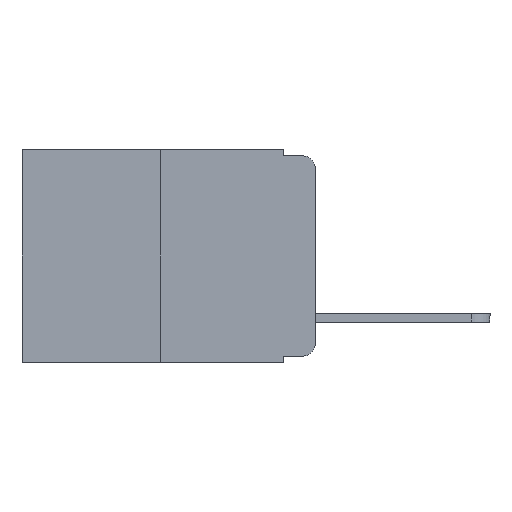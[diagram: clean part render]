
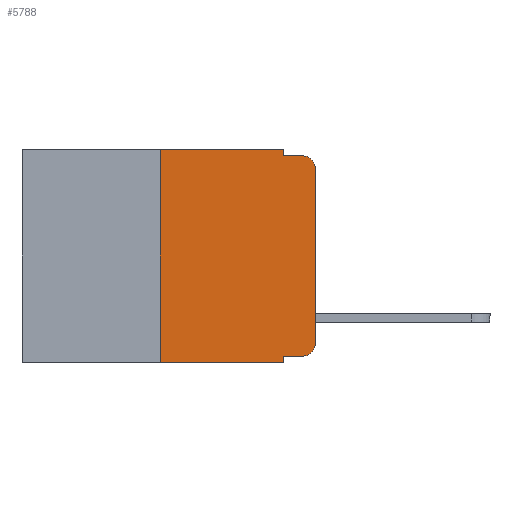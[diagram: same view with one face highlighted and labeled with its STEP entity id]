
A CAD part, left-side view. The second image highlights one B-rep face of the part: STEP entity #5788.
In plain terms, the highlighted planar face has unit normal (-1, 0, 0).
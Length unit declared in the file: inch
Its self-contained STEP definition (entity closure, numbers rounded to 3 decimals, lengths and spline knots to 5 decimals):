
#46 = VERTEX_POINT ( 'NONE', #7072 ) ;
#47 = VECTOR ( 'NONE', #10204, 39.37008 ) ;
#88 = VERTEX_POINT ( 'NONE', #5891 ) ;
#260 = CARTESIAN_POINT ( 'NONE',  ( 0., 0.051, 0. ) ) ;
#322 = LINE ( 'NONE', #9057, #47 ) ;
#337 = ORIENTED_EDGE ( 'NONE', *, *, #4613, .T. ) ;
#455 = DIRECTION ( 'NONE',  ( 0., 0., 1. ) ) ;
#464 = CARTESIAN_POINT ( 'NONE',  ( 0., 0.02, -0.333 ) ) ;
#778 = VERTEX_POINT ( 'NONE', #1624 ) ;
#806 = DIRECTION ( 'NONE',  ( 0., -1., 0. ) ) ;
#855 = EDGE_CURVE ( 'NONE', #6327, #10469, #322, .T. ) ;
#945 = CARTESIAN_POINT ( 'NONE',  ( 0., 0.02, -0.313 ) ) ;
#995 = EDGE_CURVE ( 'NONE', #778, #3124, #3164, .T. ) ;
#1000 = ORIENTED_EDGE ( 'NONE', *, *, #2149, .F. ) ;
#1031 = CARTESIAN_POINT ( 'NONE',  ( 0., 0.051, -0.01 ) ) ;
#1098 = VERTEX_POINT ( 'NONE', #4414 ) ;
#1187 = LINE ( 'NONE', #6806, #7556 ) ;
#1240 = FACE_OUTER_BOUND ( 'NONE', #7149, .T. ) ;
#1418 = CARTESIAN_POINT ( 'NONE',  ( 0., 0.473, 0. ) ) ;
#1439 = ORIENTED_EDGE ( 'NONE', *, *, #995, .T. ) ;
#1442 = EDGE_CURVE ( 'NONE', #778, #88, #9917, .T. ) ;
#1519 = CARTESIAN_POINT ( 'NONE',  ( 0., 0.25, 0. ) ) ;
#1624 = CARTESIAN_POINT ( 'NONE',  ( 0., 0.051, -0.333 ) ) ;
#1704 = AXIS2_PLACEMENT_3D ( 'NONE', #945, #6756, #1778 ) ;
#1778 = DIRECTION ( 'NONE',  ( 0., 0., -1. ) ) ;
#1907 = EDGE_CURVE ( 'NONE', #10329, #88, #1187, .T. ) ;
#2016 = DIRECTION ( 'NONE',  ( 1., 0., 0. ) ) ;
#2149 = EDGE_CURVE ( 'NONE', #10469, #8957, #7166, .T. ) ;
#2198 = DIRECTION ( 'NONE',  ( -1., 0., 0. ) ) ;
#2211 = CIRCLE ( 'NONE', #4272, 0.02 ) ;
#2371 = ORIENTED_EDGE ( 'NONE', *, *, #4327, .T. ) ;
#2449 = ORIENTED_EDGE ( 'NONE', *, *, #9752, .T. ) ;
#2546 = CARTESIAN_POINT ( 'NONE',  ( 0., 0.02, -0.01 ) ) ;
#2966 = CIRCLE ( 'NONE', #1704, 0.02 ) ;
#3124 = VERTEX_POINT ( 'NONE', #464 ) ;
#3164 = LINE ( 'NONE', #8523, #7315 ) ;
#3249 = ORIENTED_EDGE ( 'NONE', *, *, #855, .F. ) ;
#4158 = DIRECTION ( 'NONE',  ( 0., 0., -1. ) ) ;
#4272 = AXIS2_PLACEMENT_3D ( 'NONE', #7152, #2198, #7981 ) ;
#4327 = EDGE_CURVE ( 'NONE', #3124, #1098, #2966, .T. ) ;
#4414 = CARTESIAN_POINT ( 'NONE',  ( 0., 0., -0.313 ) ) ;
#4613 = EDGE_CURVE ( 'NONE', #46, #8957, #2211, .T. ) ;
#4730 = CARTESIAN_POINT ( 'NONE',  ( 0., 0.051, -0.01 ) ) ;
#4770 = EDGE_CURVE ( 'NONE', #10329, #7348, #9131, .T. ) ;
#4831 = VECTOR ( 'NONE', #9608, 39.37008 ) ;
#4936 = VECTOR ( 'NONE', #806, 39.37008 ) ;
#5306 = CARTESIAN_POINT ( 'NONE',  ( 0., 0.473, 0. ) ) ;
#5367 = VECTOR ( 'NONE', #4158, 39.37008 ) ;
#5616 = CARTESIAN_POINT ( 'NONE',  ( 0., 0.051, 0. ) ) ;
#5669 = AXIS2_PLACEMENT_3D ( 'NONE', #5306, #2016, #7823 ) ;
#5788 = ADVANCED_FACE ( 'NONE', ( #1240 ), #6157, .F. ) ;
#5891 = CARTESIAN_POINT ( 'NONE',  ( 0., 0.051, -0.343 ) ) ;
#6157 = PLANE ( 'NONE',  #5669 ) ;
#6212 = DIRECTION ( 'NONE',  ( 0., -1., 0. ) ) ;
#6327 = VERTEX_POINT ( 'NONE', #260 ) ;
#6756 = DIRECTION ( 'NONE',  ( -1., 0., 0. ) ) ;
#6774 = DIRECTION ( 'NONE',  ( 0., -1., 0. ) ) ;
#6806 = CARTESIAN_POINT ( 'NONE',  ( 0., 0.473, -0.343 ) ) ;
#7001 = VECTOR ( 'NONE', #10498, 39.37008 ) ;
#7031 = EDGE_CURVE ( 'NONE', #7348, #6327, #9198, .T. ) ;
#7072 = CARTESIAN_POINT ( 'NONE',  ( 0., 0., -0.03 ) ) ;
#7097 = CARTESIAN_POINT ( 'NONE',  ( 0., 0., 0. ) ) ;
#7149 = EDGE_LOOP ( 'NONE', ( #2449, #337, #1000, #3249, #7215, #8639, #8437, #9515, #1439, #2371 ) ) ;
#7152 = CARTESIAN_POINT ( 'NONE',  ( 0., 0.02, -0.03 ) ) ;
#7166 = LINE ( 'NONE', #1031, #4936 ) ;
#7215 = ORIENTED_EDGE ( 'NONE', *, *, #7031, .F. ) ;
#7315 = VECTOR ( 'NONE', #6212, 39.37008 ) ;
#7348 = VERTEX_POINT ( 'NONE', #7851 ) ;
#7556 = VECTOR ( 'NONE', #6774, 39.37008 ) ;
#7823 = DIRECTION ( 'NONE',  ( 0., 0., -1. ) ) ;
#7851 = CARTESIAN_POINT ( 'NONE',  ( 0., 0.25, 0. ) ) ;
#7981 = DIRECTION ( 'NONE',  ( 0., 0., -1. ) ) ;
#8282 = LINE ( 'NONE', #7097, #9877 ) ;
#8437 = ORIENTED_EDGE ( 'NONE', *, *, #1907, .T. ) ;
#8523 = CARTESIAN_POINT ( 'NONE',  ( 0., 0.051, -0.333 ) ) ;
#8639 = ORIENTED_EDGE ( 'NONE', *, *, #4770, .F. ) ;
#8957 = VERTEX_POINT ( 'NONE', #2546 ) ;
#9057 = CARTESIAN_POINT ( 'NONE',  ( 0., 0.051, 0. ) ) ;
#9131 = LINE ( 'NONE', #1519, #7001 ) ;
#9198 = LINE ( 'NONE', #1418, #4831 ) ;
#9515 = ORIENTED_EDGE ( 'NONE', *, *, #1442, .F. ) ;
#9608 = DIRECTION ( 'NONE',  ( 0., -1., 0. ) ) ;
#9752 = EDGE_CURVE ( 'NONE', #1098, #46, #8282, .T. ) ;
#9877 = VECTOR ( 'NONE', #455, 39.37008 ) ;
#9917 = LINE ( 'NONE', #5616, #5367 ) ;
#10204 = DIRECTION ( 'NONE',  ( 0., 0., -1. ) ) ;
#10220 = CARTESIAN_POINT ( 'NONE',  ( 0., 0.25, -0.343 ) ) ;
#10329 = VERTEX_POINT ( 'NONE', #10220 ) ;
#10469 = VERTEX_POINT ( 'NONE', #4730 ) ;
#10498 = DIRECTION ( 'NONE',  ( 0., 0., 1. ) ) ;
